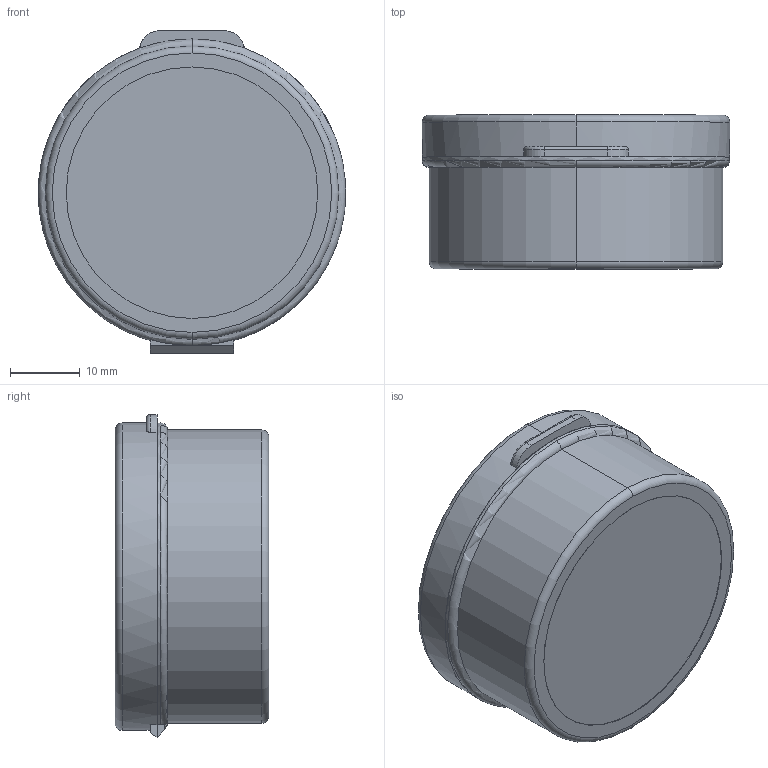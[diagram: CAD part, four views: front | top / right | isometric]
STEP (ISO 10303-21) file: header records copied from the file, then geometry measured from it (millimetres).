
FILE_DESCRIPTION (( 'STEP AP214' ), '1' );
FILE_NAME ('B170 Êîðîáêà ïëàñòèêîâàÿ, O40x20 ìì.STEP', '2020-04-06T12:47:00', ( '' ), ( '' ), 'SwSTEP 2.0', 'SolidWorks 2020', '' );
FILE_SCHEMA (( 'AUTOMOTIVE_DESIGN' ));
Length unit declared in the file: millimetre
Products named in the file (3): B170 Êîðîáêà ïëàñòèêîâàÿ, O40x20 ìì; B170 Êðûøêà; B170 Åìêîñòü
Assembly tree (2 placements, depth 2):
  B170 Êîðîáêà ïëàñòèêîâàÿ, O40x20 ìì
    B170 Åìêîñòü
    B170 Êðûøêà
Bounding box: 44 x 22 x 46.2 mm (x, y, z)
Volume: 6230.7 mm3; surface area: 12760 mm2
Topology: 3 solids, 3 shells, 53 faces, 112 edges, 70 vertices
Faces by surface type: plane 20, cylinder 19, torus 14
Entity records: 1570 total; most frequent: DIRECTION 291, CARTESIAN_POINT 258, ORIENTED_EDGE 224, AXIS2_PLACEMENT_3D 125, EDGE_CURVE 112, VERTEX_POINT 70, CIRCLE 67, EDGE_LOOP 58
